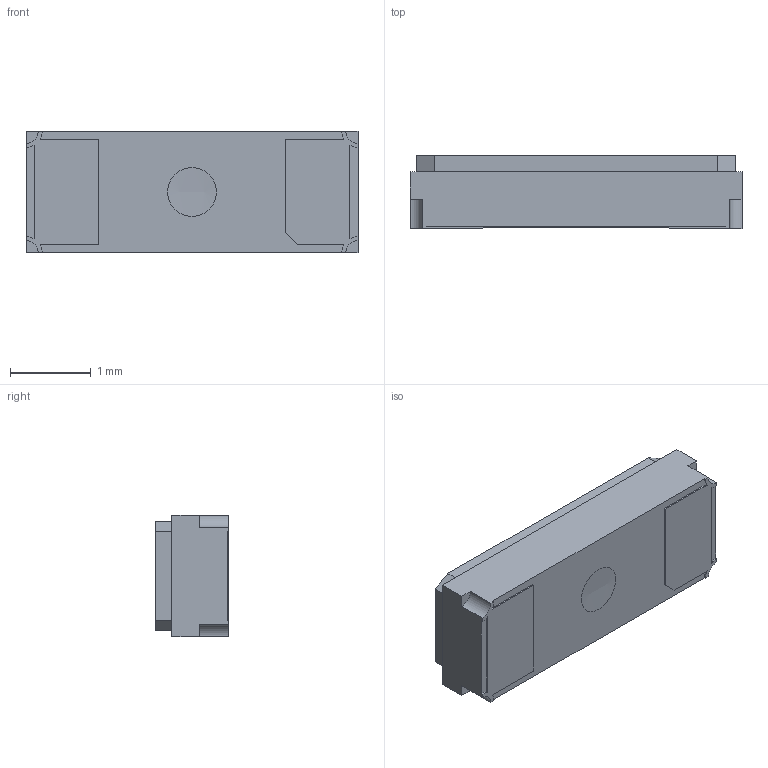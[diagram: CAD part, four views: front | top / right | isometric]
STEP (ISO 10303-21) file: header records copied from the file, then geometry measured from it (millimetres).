
FILE_DESCRIPTION(/* description */ (''),/* implementation_level */ '2;1');
FILE_NAME(/* name */ '',/* time_stamp */ '',/* author */ (''),/* organization */ (''),/* preprocessor_version */ '',/* originating_system */ '',/* authorisation */ '');
FILE_SCHEMA (('AUTOMOTIVE_DESIGN { 1 0 10303 214 3 1 1 }'));
Length unit declared in the file: millimetre
Products named in the file (1): EPSON FC-145
Bounding box: 4.1 x 0.9 x 1.5 mm (x, y, z)
Volume: 5.3 mm3; surface area: 22.1 mm2
Topology: 1 solids, 1 shells, 124 faces, 340 edges, 227 vertices
Faces by surface type: plane 75, bspline 36, cylinder 12, sphere 1
Entity records: 4264 total; most frequent: CARTESIAN_POINT 1168, ORIENTED_EDGE 680, DIRECTION 471, EDGE_CURVE 340, LINE 243, VECTOR 243, VERTEX_POINT 227, EDGE_LOOP 133
